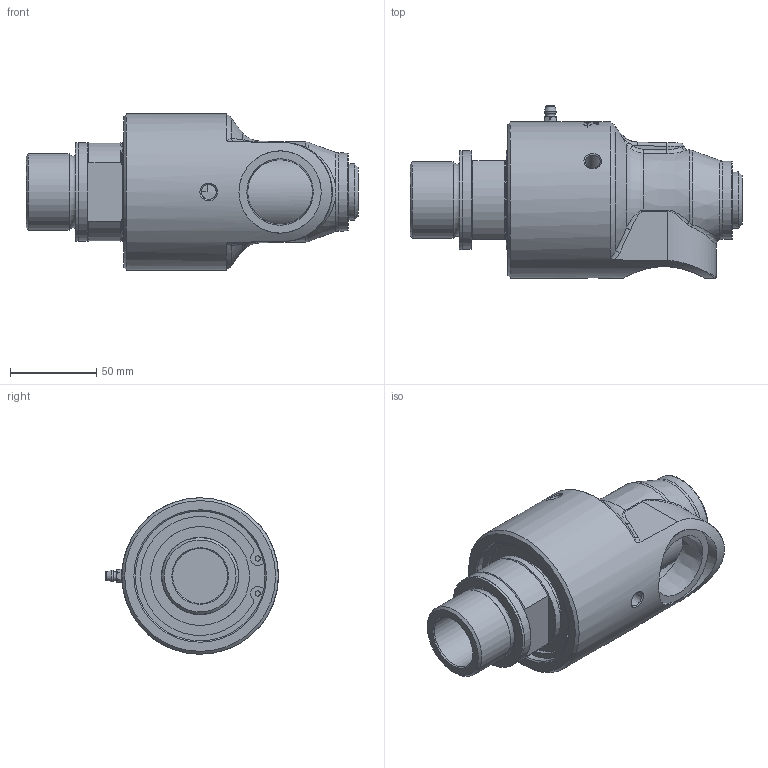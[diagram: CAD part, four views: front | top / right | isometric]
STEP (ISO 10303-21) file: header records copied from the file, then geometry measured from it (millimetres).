
FILE_DESCRIPTION(/* description */ (''),/* implementation_level */ '2;1');
FILE_NAME(/* name */ '525-000-026-IC.stp',/* time_stamp */ '2020-05-13T13:20:06-05:00',/* author */ ('GALINDOLM'),/* organization */ (''),/* preprocessor_version */ 'ST-DEVELOPER v18',/* originating_system */ 'Autodesk Inventor 2020',/* authorisation */ '');
FILE_SCHEMA (('AUTOMOTIVE_DESIGN { 1 0 10303 214 3 1 1 }'));
Products named in the file (1): 525-000-026-IC
Bounding box: 192.13 x 99.91 x 90.5 mm (x, y, z)
Volume: 624919 mm3; surface area: 72967.8 mm2
Topology: 2 solids, 2 shells, 475 faces, 1266 edges, 839 vertices
Faces by surface type: bspline 226, plane 123, cylinder 75, cone 40, torus 11
Full cylindrical faces by diameter (mm): 2.005 x1, 3 x2, 3.5 x1, 5.359 x1, 8.6 x3, 31.8 x1, 44.404 x1, 44.8 x1, 47.6 x1, 50.05 x1, 57 x2, 57.2 x1, 75.08 x1, 90.5 x1
Entity records: 65148 total; most frequent: CARTESIAN_POINT 54209, ORIENTED_EDGE 2528, DIRECTION 1746, EDGE_CURVE 1264, VERTEX_POINT 839, AXIS2_PLACEMENT_3D 672, EDGE_LOOP 524, FACE_OUTER_BOUND 475
